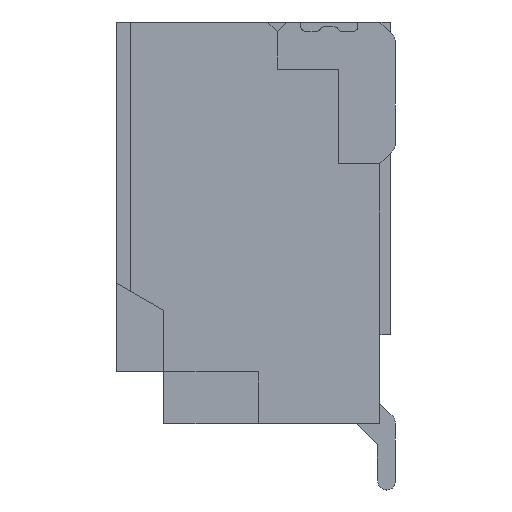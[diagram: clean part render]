
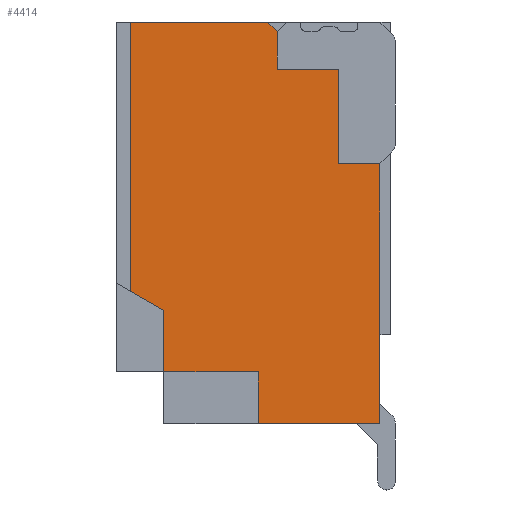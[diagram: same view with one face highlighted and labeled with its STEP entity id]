
A CAD part, left-side view. The second image highlights one B-rep face of the part: STEP entity #4414.
In plain terms, the highlighted planar face has unit normal (-1, 0, 0).
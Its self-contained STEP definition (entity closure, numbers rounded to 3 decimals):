
#40 = VERTEX_POINT ( 'NONE', #979 ) ;
#138 = VECTOR ( 'NONE', #6154, 1000. ) ;
#250 = CARTESIAN_POINT ( 'NONE',  ( -3.5, 1.35, 0.75 ) ) ;
#482 = CARTESIAN_POINT ( 'NONE',  ( -3.5, 0.6, -3.5 ) ) ;
#607 = CARTESIAN_POINT ( 'NONE',  ( -3.5, 2.45, -2.3 ) ) ;
#795 = CARTESIAN_POINT ( 'NONE',  ( -3.5, 0.6, -0.75 ) ) ;
#907 = CARTESIAN_POINT ( 'NONE',  ( -3.5, 1.45, -3.5 ) ) ;
#979 = CARTESIAN_POINT ( 'NONE',  ( -3.5, 2.45, -2.3 ) ) ;
#1055 = VECTOR ( 'NONE', #8087, 1000. ) ;
#1087 = CARTESIAN_POINT ( 'NONE',  ( -3.5, 2.95, -0.75 ) ) ;
#1412 = CARTESIAN_POINT ( 'NONE',  ( -3.5, 2.95, 0.75 ) ) ;
#1495 = VECTOR ( 'NONE', #6026, 1000. ) ;
#1498 = AXIS2_PLACEMENT_3D ( 'NONE', #3018, #1647, #3709 ) ;
#1557 = DIRECTION ( 'NONE',  ( 0., 0., 1. ) ) ;
#1647 = DIRECTION ( 'NONE',  ( 1., 0., 0. ) ) ;
#1690 = EDGE_CURVE ( 'NONE', #5113, #7699, #2566, .T. ) ;
#1880 = DIRECTION ( 'NONE',  ( 0., 0.866, 0.5 ) ) ;
#1979 = ORIENTED_EDGE ( 'NONE', *, *, #1690, .F. ) ;
#2155 = LINE ( 'NONE', #607, #6527 ) ;
#2182 = EDGE_CURVE ( 'NONE', #7699, #3670, #4116, .T. ) ;
#2192 = CARTESIAN_POINT ( 'NONE',  ( -3.5, 0.165, -0.75 ) ) ;
#2288 = VECTOR ( 'NONE', #7394, 1000. ) ;
#2296 = FACE_OUTER_BOUND ( 'NONE', #6762, .T. ) ;
#2305 = CARTESIAN_POINT ( 'NONE',  ( -3.5, 2.95, 0.25 ) ) ;
#2331 = DIRECTION ( 'NONE',  ( 0., -1., 0. ) ) ;
#2371 = DIRECTION ( 'NONE',  ( 0., -1., 0. ) ) ;
#2566 = LINE ( 'NONE', #2305, #3402 ) ;
#2725 = DIRECTION ( 'NONE',  ( 0., 0., -1. ) ) ;
#2941 = EDGE_CURVE ( 'NONE', #3308, #6015, #7490, .T. ) ;
#3018 = CARTESIAN_POINT ( 'NONE',  ( -3.5, 2.95, -3.5 ) ) ;
#3039 = ORIENTED_EDGE ( 'NONE', *, *, #5473, .F. ) ;
#3134 = DIRECTION ( 'NONE',  ( 0., 0., 1. ) ) ;
#3308 = VERTEX_POINT ( 'NONE', #2192 ) ;
#3365 = VERTEX_POINT ( 'NONE', #6257 ) ;
#3387 = ORIENTED_EDGE ( 'NONE', *, *, #4532, .F. ) ;
#3402 = VECTOR ( 'NONE', #2331, 1000. ) ;
#3459 = ORIENTED_EDGE ( 'NONE', *, *, #6266, .F. ) ;
#3467 = CARTESIAN_POINT ( 'NONE',  ( -3.5, 2.95, -3.5 ) ) ;
#3553 = LINE ( 'NONE', #1412, #2288 ) ;
#3555 = VERTEX_POINT ( 'NONE', #6396 ) ;
#3670 = VERTEX_POINT ( 'NONE', #795 ) ;
#3709 = DIRECTION ( 'NONE',  ( 0., 0., -1. ) ) ;
#3744 = EDGE_CURVE ( 'NONE', #6463, #5305, #6262, .T. ) ;
#3755 = EDGE_CURVE ( 'NONE', #3365, #8310, #4711, .T. ) ;
#3785 = VECTOR ( 'NONE', #4577, 1000. ) ;
#3788 = DIRECTION ( 'NONE',  ( 0., 0., -1. ) ) ;
#4112 = CARTESIAN_POINT ( 'NONE',  ( -3.5, 2.8, -4.2 ) ) ;
#4116 = LINE ( 'NONE', #482, #5467 ) ;
#4225 = CARTESIAN_POINT ( 'NONE',  ( -3.5, 1.35, 0.75 ) ) ;
#4238 = ORIENTED_EDGE ( 'NONE', *, *, #2941, .F. ) ;
#4313 = CARTESIAN_POINT ( 'NONE',  ( -3.5, 2.45, -2.95 ) ) ;
#4355 = VECTOR ( 'NONE', #2371, 1000. ) ;
#4386 = PLANE ( 'NONE',  #1498 ) ;
#4414 = ADVANCED_FACE ( 'NONE', ( #2296 ), #4386, .F. ) ;
#4532 = EDGE_CURVE ( 'NONE', #8310, #40, #8308, .T. ) ;
#4534 = VERTEX_POINT ( 'NONE', #6371 ) ;
#4577 = DIRECTION ( 'NONE',  ( 0., 0., -1. ) ) ;
#4681 = LINE ( 'NONE', #7434, #1055 ) ;
#4690 = CARTESIAN_POINT ( 'NONE',  ( -3.5, 2.8, -2.098 ) ) ;
#4711 = LINE ( 'NONE', #8010, #1495 ) ;
#4787 = EDGE_CURVE ( 'NONE', #8276, #6463, #3553, .T. ) ;
#4943 = CARTESIAN_POINT ( 'NONE',  ( -3.5, 1.25, 0.25 ) ) ;
#4976 = EDGE_CURVE ( 'NONE', #8276, #3555, #8096, .T. ) ;
#4994 = EDGE_CURVE ( 'NONE', #4534, #3365, #5511, .T. ) ;
#5113 = VERTEX_POINT ( 'NONE', #4943 ) ;
#5215 = ORIENTED_EDGE ( 'NONE', *, *, #4787, .T. ) ;
#5305 = VERTEX_POINT ( 'NONE', #4690 ) ;
#5365 = CARTESIAN_POINT ( 'NONE',  ( -3.5, 0.6, 0.25 ) ) ;
#5467 = VECTOR ( 'NONE', #3788, 1000. ) ;
#5473 = EDGE_CURVE ( 'NONE', #6015, #4534, #8505, .T. ) ;
#5511 = LINE ( 'NONE', #907, #7985 ) ;
#5564 = EDGE_CURVE ( 'NONE', #3555, #5113, #4681, .T. ) ;
#5711 = ORIENTED_EDGE ( 'NONE', *, *, #3744, .T. ) ;
#5786 = LINE ( 'NONE', #1087, #4355 ) ;
#5831 = CARTESIAN_POINT ( 'NONE',  ( -3.5, 0.165, -3.5 ) ) ;
#6015 = VERTEX_POINT ( 'NONE', #7428 ) ;
#6026 = DIRECTION ( 'NONE',  ( 0., 1., 0. ) ) ;
#6154 = DIRECTION ( 'NONE',  ( 0., 1., 0. ) ) ;
#6163 = DIRECTION ( 'NONE',  ( 0., -0.707, -0.707 ) ) ;
#6257 = CARTESIAN_POINT ( 'NONE',  ( -3.5, 1.45, -2.95 ) ) ;
#6262 = LINE ( 'NONE', #4112, #7386 ) ;
#6266 = EDGE_CURVE ( 'NONE', #3670, #3308, #5786, .T. ) ;
#6350 = ORIENTED_EDGE ( 'NONE', *, *, #5564, .F. ) ;
#6371 = CARTESIAN_POINT ( 'NONE',  ( -3.5, 1.45, -3.5 ) ) ;
#6381 = EDGE_CURVE ( 'NONE', #40, #5305, #2155, .T. ) ;
#6396 = CARTESIAN_POINT ( 'NONE',  ( -3.5, 1.25, 0.65 ) ) ;
#6463 = VERTEX_POINT ( 'NONE', #7805 ) ;
#6527 = VECTOR ( 'NONE', #1880, 1000. ) ;
#6762 = EDGE_LOOP ( 'NONE', ( #5711, #7711, #3387, #6921, #7818, #3039, #4238, #3459, #8213, #1979, #6350, #8004, #5215 ) ) ;
#6921 = ORIENTED_EDGE ( 'NONE', *, *, #3755, .F. ) ;
#6962 = VECTOR ( 'NONE', #3134, 1000. ) ;
#7386 = VECTOR ( 'NONE', #2725, 1000. ) ;
#7394 = DIRECTION ( 'NONE',  ( 0., 1., 0. ) ) ;
#7428 = CARTESIAN_POINT ( 'NONE',  ( -3.5, 0.165, -3.5 ) ) ;
#7434 = CARTESIAN_POINT ( 'NONE',  ( -3.5, 1.25, -3.5 ) ) ;
#7490 = LINE ( 'NONE', #5831, #3785 ) ;
#7685 = CARTESIAN_POINT ( 'NONE',  ( -3.5, 2.45, -3.5 ) ) ;
#7699 = VERTEX_POINT ( 'NONE', #5365 ) ;
#7711 = ORIENTED_EDGE ( 'NONE', *, *, #6381, .F. ) ;
#7805 = CARTESIAN_POINT ( 'NONE',  ( -3.5, 2.8, 0.75 ) ) ;
#7818 = ORIENTED_EDGE ( 'NONE', *, *, #4994, .F. ) ;
#7985 = VECTOR ( 'NONE', #1557, 1000. ) ;
#8004 = ORIENTED_EDGE ( 'NONE', *, *, #4976, .F. ) ;
#8010 = CARTESIAN_POINT ( 'NONE',  ( -3.5, 2.95, -2.95 ) ) ;
#8087 = DIRECTION ( 'NONE',  ( 0., 0., -1. ) ) ;
#8096 = LINE ( 'NONE', #250, #8403 ) ;
#8213 = ORIENTED_EDGE ( 'NONE', *, *, #2182, .F. ) ;
#8276 = VERTEX_POINT ( 'NONE', #4225 ) ;
#8308 = LINE ( 'NONE', #7685, #6962 ) ;
#8310 = VERTEX_POINT ( 'NONE', #4313 ) ;
#8403 = VECTOR ( 'NONE', #6163, 1000. ) ;
#8505 = LINE ( 'NONE', #3467, #138 ) ;
